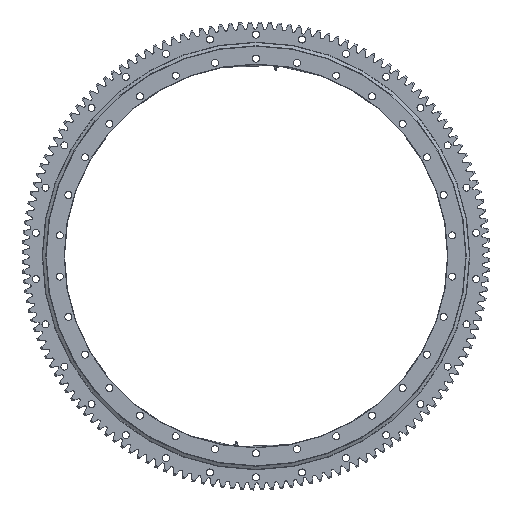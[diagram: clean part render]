
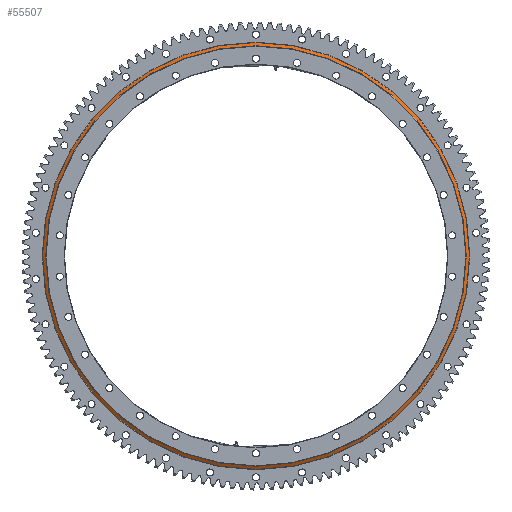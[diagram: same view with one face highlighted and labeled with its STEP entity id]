
A CAD part, top view. The second image highlights one B-rep face of the part: STEP entity #55507.
In plain terms, the highlighted conical face has half-angle 58.57 degrees and reference radius 539 mm.
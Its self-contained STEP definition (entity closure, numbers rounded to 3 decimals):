
#2967 = AXIS2_PLACEMENT_3D ( 'NONE', #14845, #45091, #32376 ) ;
#3106 = EDGE_CURVE ( 'NONE', #54961, #54961, #21823, .T. ) ;
#3586 = AXIS2_PLACEMENT_3D ( 'NONE', #30691, #52246, #48447 ) ;
#5164 = CARTESIAN_POINT ( 'NONE',  ( 532., 2., -539. ) ) ;
#7059 = AXIS2_PLACEMENT_3D ( 'NONE', #49188, #23518, #32191 ) ;
#7661 = CARTESIAN_POINT ( 'NONE',  ( 532., -2.61, -546.544 ) ) ;
#14845 = CARTESIAN_POINT ( 'NONE',  ( 532., -2.61, 0. ) ) ;
#17335 = CONICAL_SURFACE ( 'NONE', #3586, 539., 1.022 ) ;
#20654 = VERTEX_POINT ( 'NONE', #5164 ) ;
#21823 = CIRCLE ( 'NONE', #2967, 546.544 ) ;
#23518 = DIRECTION ( 'NONE',  ( 0., -1., 0. ) ) ;
#27653 = CIRCLE ( 'NONE', #7059, 539. ) ;
#30691 = CARTESIAN_POINT ( 'NONE',  ( 532., 2., 0. ) ) ;
#32191 = DIRECTION ( 'NONE',  ( 0., 0., -1. ) ) ;
#32376 = DIRECTION ( 'NONE',  ( 0., 0., -1. ) ) ;
#34283 = FACE_BOUND ( 'NONE', #50821, .T. ) ;
#34363 = ORIENTED_EDGE ( 'NONE', *, *, #3106, .F. ) ;
#39453 = EDGE_LOOP ( 'NONE', ( #34363 ) ) ;
#39919 = ORIENTED_EDGE ( 'NONE', *, *, #49171, .T. ) ;
#45091 = DIRECTION ( 'NONE',  ( 0., -1., 0. ) ) ;
#48447 = DIRECTION ( 'NONE',  ( 0., 0., -1. ) ) ;
#49171 = EDGE_CURVE ( 'NONE', #20654, #20654, #27653, .T. ) ;
#49188 = CARTESIAN_POINT ( 'NONE',  ( 532., 2., 0. ) ) ;
#50821 = EDGE_LOOP ( 'NONE', ( #39919 ) ) ;
#52246 = DIRECTION ( 'NONE',  ( 0., -1., 0. ) ) ;
#52948 = FACE_OUTER_BOUND ( 'NONE', #39453, .T. ) ;
#54961 = VERTEX_POINT ( 'NONE', #7661 ) ;
#55507 = ADVANCED_FACE ( 'NONE', ( #52948, #34283 ), #17335, .T. ) ;
